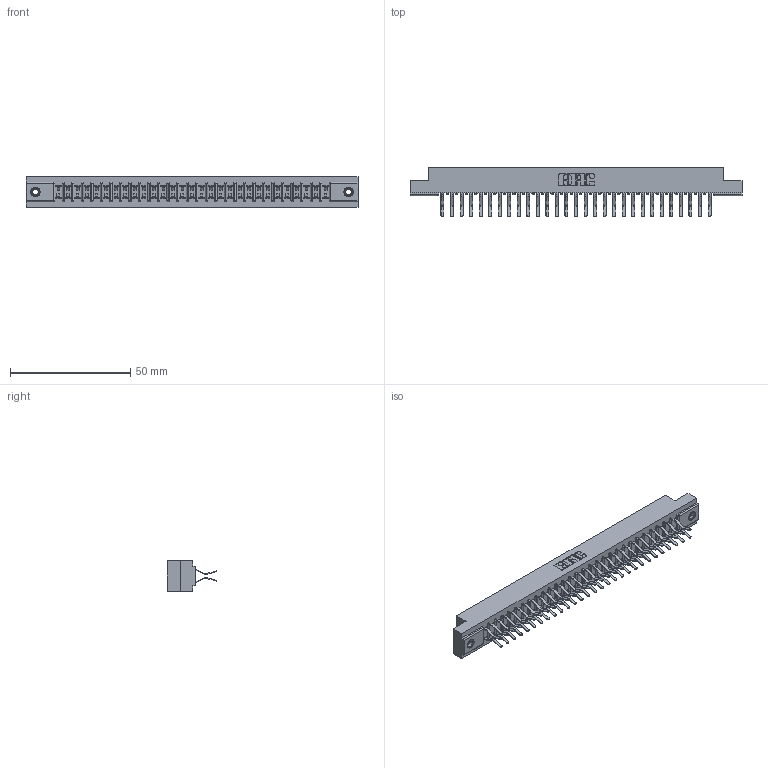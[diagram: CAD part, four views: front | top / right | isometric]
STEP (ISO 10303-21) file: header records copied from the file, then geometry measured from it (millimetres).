
FILE_DESCRIPTION (( 'STEP AP203' ), '1' );
FILE_NAME ('357-058-460-207.STEP', '2020-10-04T12:44:16', ( '' ), ( '' ), 'SwSTEP 2.0', 'SolidWorks 2020', '' );
FILE_SCHEMA (( 'CONFIG_CONTROL_DESIGN' ));
Length unit declared in the file: inch
Products named in the file (4): 345-250-001_345-250-005-103; 307 Part_.156 Dia Mounting Holes; 307-290-001_560; 357-058-460-207
Assembly tree (61 placements, depth 2):
  357-058-460-207
    307 Part_.156 Dia Mounting Holes
    307-290-001_560  x58
    345-250-001_345-250-005-103  x2
Bounding box: 137.92 x 20.73 x 12.7 mm (x, y, z)
Volume: 14633 mm3; surface area: 18064.5 mm2
Topology: 61 solids, 61 shells, 3108 faces, 8695 edges, 5630 vertices
Faces by surface type: plane 2016, cylinder 1016, sphere 60, cone 12, torus 4
Entity records: 28681 total; most frequent: CARTESIAN_POINT 4680, ORIENTED_EDGE 4630, DIRECTION 4599, EDGE_CURVE 2315, VECTOR 1769, LINE 1769, VERTEX_POINT 1496, AXIS2_PLACEMENT_3D 1415
